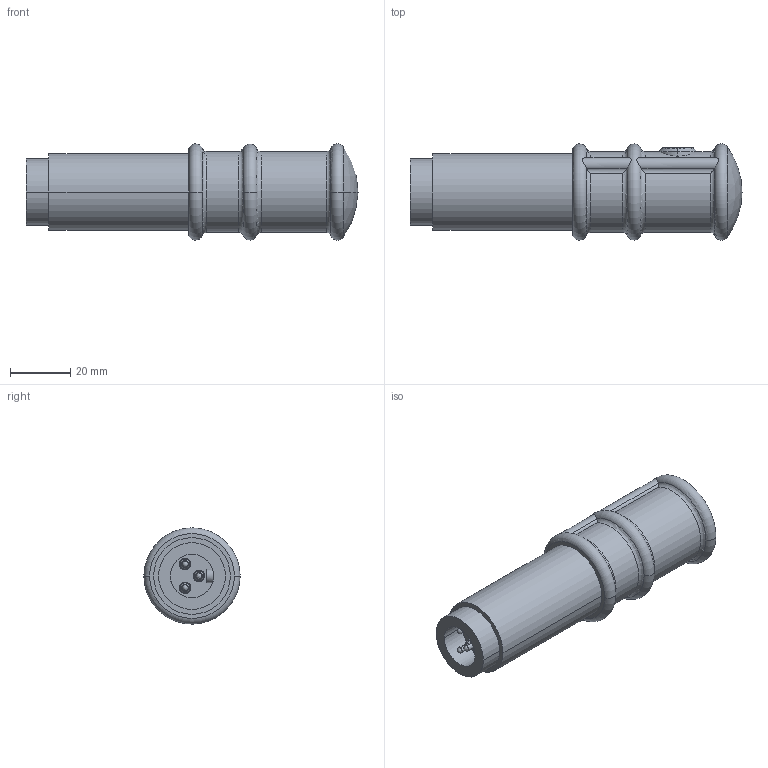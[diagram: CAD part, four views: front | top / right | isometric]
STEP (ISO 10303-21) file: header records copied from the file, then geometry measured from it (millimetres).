
FILE_DESCRIPTION (( 'STEP AP203' ), '1' );
FILE_NAME ('55503S.step', '2021-08-24T10:41:45', ( '' ), ( '' ), 'SwSTEP 2.0', 'SolidWorks 2021', '' );
FILE_SCHEMA (( 'CONFIG_CONTROL_DESIGN' ));
Length unit declared in the file: inch
Products named in the file (1): 55503S
Bounding box: 110.44 x 32 x 32 mm (x, y, z)
Volume: 59990.6 mm3; surface area: 11696.7 mm2
Topology: 4 solids, 4 shells, 99 faces, 243 edges, 152 vertices
Faces by surface type: cylinder 40, torus 18, cone 14, plane 14, bspline 11, sphere 2
Entity records: 4111 total; most frequent: CARTESIAN_POINT 1805, ORIENTED_EDGE 474, DIRECTION 461, EDGE_CURVE 237, AXIS2_PLACEMENT_3D 200, VERTEX_POINT 152, CIRCLE 111, EDGE_LOOP 105
